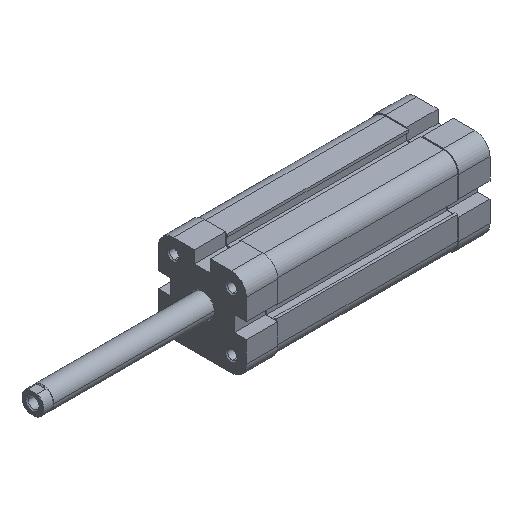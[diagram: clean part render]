
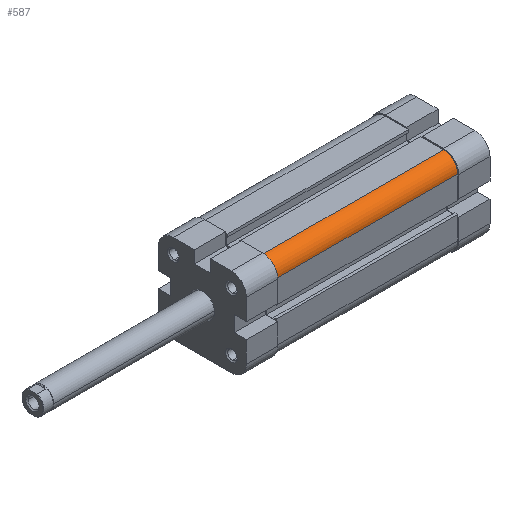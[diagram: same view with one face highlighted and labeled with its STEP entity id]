
A CAD part, isometric view. The second image highlights one B-rep face of the part: STEP entity #587.
In plain terms, the highlighted cylindrical face has radius 6.25 mm (diameter 12.5 mm), a partial arc.
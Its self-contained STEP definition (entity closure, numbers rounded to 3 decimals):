
#357 = EDGE_CURVE ( 'NONE', #913, #917, #2858, .T. ) ;
#360 = EDGE_CURVE ( 'NONE', #911, #913, #2856, .T. ) ;
#442 = EDGE_CURVE ( 'NONE', #911, #912, #2996, .T. ) ;
#587 = ADVANCED_FACE ( 'NONE', ( #5428 ), #5419, .T. ) ;
#911 = VERTEX_POINT ( 'NONE', #5044 ) ;
#912 = VERTEX_POINT ( 'NONE', #5045 ) ;
#913 = VERTEX_POINT ( 'NONE', #5046 ) ;
#917 = VERTEX_POINT ( 'NONE', #5050 ) ;
#1789 = CARTESIAN_POINT ( 'NONE',  ( 32.25, 6.25, 0. ) ) ;
#1798 = DIRECTION ( 'NONE',  ( 0., 0., 1. ) ) ;
#1799 = DIRECTION ( 'NONE',  ( 1., 0., 0. ) ) ;
#1805 = CARTESIAN_POINT ( 'NONE',  ( 32.25, 0., -81. ) ) ;
#1806 = DIRECTION ( 'NONE',  ( 0., 0., 1. ) ) ;
#2069 = ORIENTED_EDGE ( 'NONE', *, *, #5957, .T. ) ;
#2070 = ORIENTED_EDGE ( 'NONE', *, *, #442, .T. ) ;
#2071 = ORIENTED_EDGE ( 'NONE', *, *, #360, .F. ) ;
#2072 = ORIENTED_EDGE ( 'NONE', *, *, #357, .F. ) ;
#2161 = EDGE_LOOP ( 'NONE', ( #2072, #2071, #2070, #2069 ) ) ;
#2856 = LINE ( 'NONE', #1805, #2859 ) ;
#2858 = CIRCLE ( 'NONE', #3561, 6.25 ) ;
#2859 = VECTOR ( 'NONE', #1806, 1000. ) ;
#2996 = CIRCLE ( 'NONE', #3596, 6.25 ) ;
#3561 = AXIS2_PLACEMENT_3D ( 'NONE', #1789, #1798, #1799 ) ;
#3596 = AXIS2_PLACEMENT_3D ( 'NONE', #3992, #4003, #4004 ) ;
#3754 = AXIS2_PLACEMENT_3D ( 'NONE', #4562, #4561, #4560 ) ;
#3992 = CARTESIAN_POINT ( 'NONE',  ( 32.25, 6.25, -81. ) ) ;
#4003 = DIRECTION ( 'NONE',  ( 0., 0., 1. ) ) ;
#4004 = DIRECTION ( 'NONE',  ( 1., 0., 0. ) ) ;
#4560 = DIRECTION ( 'NONE',  ( 1., 0., 0. ) ) ;
#4561 = DIRECTION ( 'NONE',  ( 0., 0., 1. ) ) ;
#4562 = CARTESIAN_POINT ( 'NONE',  ( 32.25, 6.25, -81. ) ) ;
#5044 = CARTESIAN_POINT ( 'NONE',  ( 32.25, 0., -81. ) ) ;
#5045 = CARTESIAN_POINT ( 'NONE',  ( 38.5, 6.25, -81. ) ) ;
#5046 = CARTESIAN_POINT ( 'NONE',  ( 32.25, 0., 0. ) ) ;
#5050 = CARTESIAN_POINT ( 'NONE',  ( 38.5, 6.25, 0. ) ) ;
#5200 = CARTESIAN_POINT ( 'NONE',  ( 38.5, 6.25, -81. ) ) ;
#5201 = DIRECTION ( 'NONE',  ( 0., 0., 1. ) ) ;
#5419 = CYLINDRICAL_SURFACE ( 'NONE', #3754, 6.25 ) ;
#5428 = FACE_OUTER_BOUND ( 'NONE', #2161, .T. ) ;
#5590 = LINE ( 'NONE', #5200, #5596 ) ;
#5596 = VECTOR ( 'NONE', #5201, 1000. ) ;
#5957 = EDGE_CURVE ( 'NONE', #912, #917, #5590, .T. ) ;
